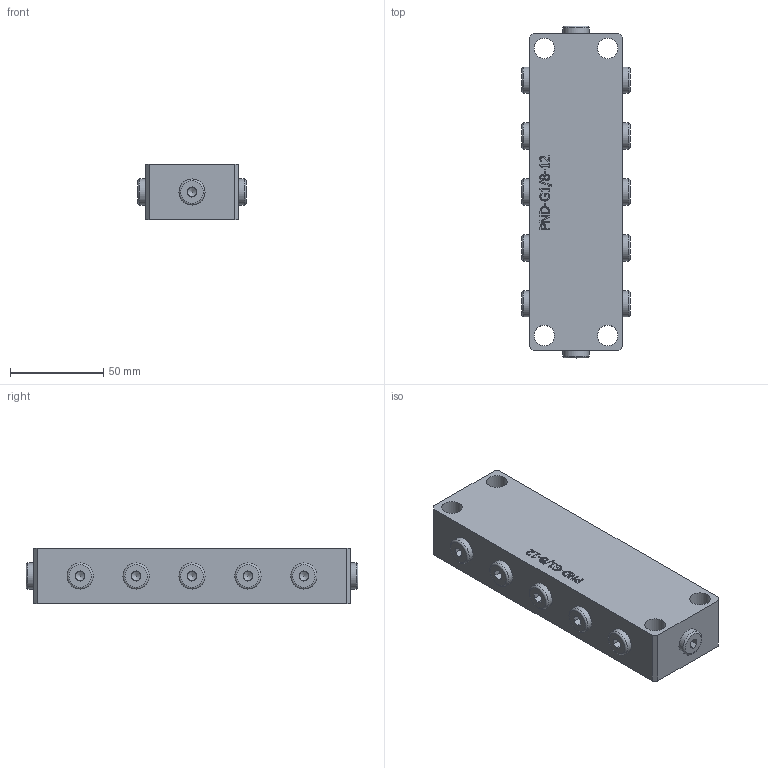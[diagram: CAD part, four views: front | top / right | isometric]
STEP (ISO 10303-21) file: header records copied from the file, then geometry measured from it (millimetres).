
FILE_DESCRIPTION(/* description */ (''),/* implementation_level */ '2;1');
FILE_NAME(/* name */ 'PND-G1_8-12.stp',/* time_stamp */ '2025-01-06T16:39:28-03:00',/* author */ ('Jefferson'),/* organization */ (''),/* preprocessor_version */ 'ST-DEVELOPER v19',/* originating_system */ 'Autodesk Inventor 2023',/* authorisation */ '');
FILE_SCHEMA (('AUTOMOTIVE_DESIGN { 1 0 10303 214 3 1 1 }'));
Length unit declared in the file: millimetre
Products named in the file (5): PND-G1_8-12; PND-G1_8-12_1; PNK-G1_8-BJ-CR; DNK-0037; PNK-10-JV
Assembly tree (15 placements, depth 3):
  PND-G1_8-12
    PND-G1_8-12_1
    PNK-G1_8-BJ-CR  x12
      DNK-0037
      PNK-10-JV
Bounding box: 58 x 178 x 30 mm (x, y, z)
Volume: 237001 mm3; surface area: 53633.2 mm2
Topology: 25 solids, 25 shells, 557 faces, 1308 edges, 835 vertices
Faces by surface type: plane 312, cylinder 87, bspline 62, cone 48, torus 48
Full cylindrical faces by diameter (mm): 8.3 x12, 8.4 x12, 8.566 x11, 9.728 x12, 11 x4, 11.9 x12, 12 x12, 14 x12
Entity records: 7067 total; most frequent: CARTESIAN_POINT 1941, ORIENTED_EDGE 1096, DIRECTION 825, EDGE_CURVE 548, VERTEX_POINT 362, LINE 349, VECTOR 349, EDGE_LOOP 246
